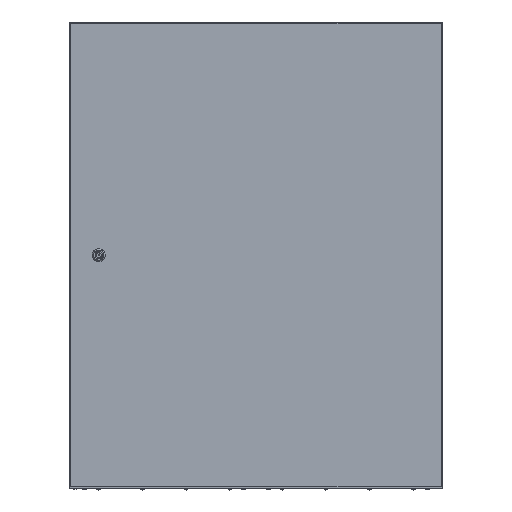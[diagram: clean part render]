
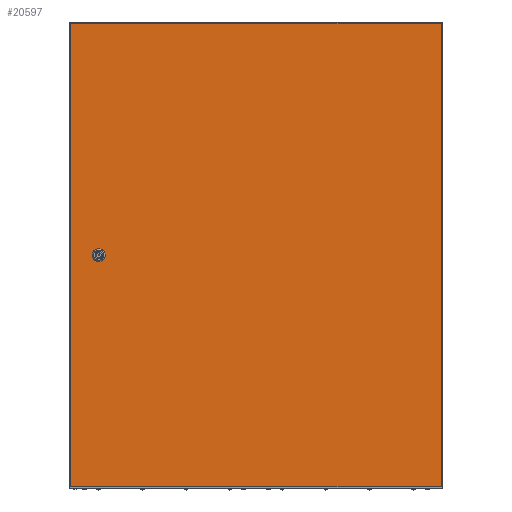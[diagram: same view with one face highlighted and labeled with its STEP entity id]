
A CAD part, top view. The second image highlights one B-rep face of the part: STEP entity #20597.
In plain terms, the highlighted planar face has unit normal (0, 0, 1).
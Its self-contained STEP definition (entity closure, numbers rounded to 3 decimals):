
#1354 = CARTESIAN_POINT ( 'NONE',  ( 57.814, 489.95, 17. ) ) ;
#1623 = AXIS2_PLACEMENT_3D ( 'NONE', #25559, #39224, #31707 ) ;
#1886 = CIRCLE ( 'NONE', #8995, 11.25 ) ;
#3224 = DIRECTION ( 'NONE',  ( 1., 0., 0. ) ) ;
#4486 = EDGE_CURVE ( 'NONE', #45299, #59959, #39124, .T. ) ;
#4906 = DIRECTION ( 'NONE',  ( 1., 0., 0. ) ) ;
#5841 = DIRECTION ( 'NONE',  ( 1., 0., 0. ) ) ;
#6515 = EDGE_CURVE ( 'NONE', #81729, #82923, #40187, .T. ) ;
#6661 = DIRECTION ( 'NONE',  ( 0., 0., 1. ) ) ;
#6978 = DIRECTION ( 'NONE',  ( 0., 1., 0. ) ) ;
#7349 = CIRCLE ( 'NONE', #1623, 11.25 ) ;
#8995 = AXIS2_PLACEMENT_3D ( 'NONE', #18087, #71023, #85113 ) ;
#9417 = EDGE_CURVE ( 'NONE', #84501, #48208, #66549, .T. ) ;
#11226 = CARTESIAN_POINT ( 'NONE',  ( 52.82, 505.056, 17. ) ) ;
#13740 = CARTESIAN_POINT ( 'NONE',  ( 62.87, 500., 17. ) ) ;
#14104 = ORIENTED_EDGE ( 'NONE', *, *, #62192, .F. ) ;
#16580 = DIRECTION ( 'NONE',  ( 0., 1., 0. ) ) ;
#16724 = VECTOR ( 'NONE', #47827, 1000. ) ;
#18015 = ORIENTED_EDGE ( 'NONE', *, *, #79837, .F. ) ;
#18087 = CARTESIAN_POINT ( 'NONE',  ( 62.87, 500., 17. ) ) ;
#18832 = DIRECTION ( 'NONE',  ( 0., -1., 0. ) ) ;
#20505 = EDGE_CURVE ( 'NONE', #69655, #81729, #30537, .T. ) ;
#20597 = ADVANCED_FACE ( 'NONE', ( #59191, #45104 ), #26135, .T. ) ;
#22645 = CARTESIAN_POINT ( 'NONE',  ( 62.87, 500., 17. ) ) ;
#23460 = VECTOR ( 'NONE', #30722, 1000. ) ;
#24407 = EDGE_LOOP ( 'NONE', ( #14104, #18015, #76062, #48419, #57615, #63715, #75127, #58720 ) ) ;
#25559 = CARTESIAN_POINT ( 'NONE',  ( 62.87, 500., 17. ) ) ;
#26135 = PLANE ( 'NONE',  #58109 ) ;
#26245 = CARTESIAN_POINT ( 'NONE',  ( 67.926, 489.95, 17. ) ) ;
#26346 = ORIENTED_EDGE ( 'NONE', *, *, #56602, .T. ) ;
#26804 = EDGE_CURVE ( 'NONE', #48208, #45299, #48267, .T. ) ;
#29757 = CARTESIAN_POINT ( 'NONE',  ( 72.92, 494.944, 17. ) ) ;
#30243 = CARTESIAN_POINT ( 'NONE',  ( 52.82, 494.944, 17. ) ) ;
#30350 = AXIS2_PLACEMENT_3D ( 'NONE', #22645, #43812, #3224 ) ;
#30537 = LINE ( 'NONE', #57911, #74979 ) ;
#30636 = LINE ( 'NONE', #29757, #52184 ) ;
#30722 = DIRECTION ( 'NONE',  ( 0., -1., 0. ) ) ;
#30970 = VERTEX_POINT ( 'NONE', #66197 ) ;
#31707 = DIRECTION ( 'NONE',  ( 1., 0., 0. ) ) ;
#33154 = CARTESIAN_POINT ( 'NONE',  ( 0., 0., 17. ) ) ;
#34477 = EDGE_CURVE ( 'NONE', #46926, #63963, #64217, .T. ) ;
#35235 = EDGE_CURVE ( 'NONE', #63963, #68155, #84970, .T. ) ;
#38039 = DIRECTION ( 'NONE',  ( 1., 0., 0. ) ) ;
#38775 = ORIENTED_EDGE ( 'NONE', *, *, #26804, .T. ) ;
#38829 = LINE ( 'NONE', #63235, #43631 ) ;
#39124 = LINE ( 'NONE', #58547, #68194 ) ;
#39224 = DIRECTION ( 'NONE',  ( 0., 0., 1. ) ) ;
#40187 = CIRCLE ( 'NONE', #42995, 11.25 ) ;
#40736 = EDGE_CURVE ( 'NONE', #54797, #46926, #67613, .T. ) ;
#42970 = CARTESIAN_POINT ( 'NONE',  ( 2.87, 997., 17. ) ) ;
#42995 = AXIS2_PLACEMENT_3D ( 'NONE', #13740, #6661, #4906 ) ;
#43631 = VECTOR ( 'NONE', #59100, 1000. ) ;
#43812 = DIRECTION ( 'NONE',  ( 0., 0., 1. ) ) ;
#45104 = FACE_OUTER_BOUND ( 'NONE', #77497, .T. ) ;
#45299 = VERTEX_POINT ( 'NONE', #65333 ) ;
#46094 = CARTESIAN_POINT ( 'NONE',  ( 72.92, 494.944, 17. ) ) ;
#46926 = VERTEX_POINT ( 'NONE', #84603 ) ;
#47019 = CARTESIAN_POINT ( 'NONE',  ( 2.87, 3., 17. ) ) ;
#47097 = CARTESIAN_POINT ( 'NONE',  ( 796.87, 997., 17. ) ) ;
#47827 = DIRECTION ( 'NONE',  ( -1., 0., 0. ) ) ;
#48208 = VERTEX_POINT ( 'NONE', #57216 ) ;
#48267 = LINE ( 'NONE', #42970, #16724 ) ;
#48419 = ORIENTED_EDGE ( 'NONE', *, *, #20505, .F. ) ;
#48703 = ORIENTED_EDGE ( 'NONE', *, *, #4486, .T. ) ;
#52184 = VECTOR ( 'NONE', #16580, 1000. ) ;
#54797 = VERTEX_POINT ( 'NONE', #74477 ) ;
#56602 = EDGE_CURVE ( 'NONE', #59959, #84501, #38829, .T. ) ;
#57216 = CARTESIAN_POINT ( 'NONE',  ( 796.87, 997., 17. ) ) ;
#57615 = ORIENTED_EDGE ( 'NONE', *, *, #66266, .F. ) ;
#57911 = CARTESIAN_POINT ( 'NONE',  ( 67.926, 489.95, 17. ) ) ;
#58109 = AXIS2_PLACEMENT_3D ( 'NONE', #33154, #85649, #5841 ) ;
#58547 = CARTESIAN_POINT ( 'NONE',  ( 2.87, 997., 17. ) ) ;
#58720 = ORIENTED_EDGE ( 'NONE', *, *, #40736, .F. ) ;
#59100 = DIRECTION ( 'NONE',  ( 1., 0., 0. ) ) ;
#59191 = FACE_BOUND ( 'NONE', #24407, .T. ) ;
#59959 = VERTEX_POINT ( 'NONE', #47019 ) ;
#60978 = DIRECTION ( 'NONE',  ( -1., 0., 0. ) ) ;
#61820 = CARTESIAN_POINT ( 'NONE',  ( 67.926, 510.05, 17. ) ) ;
#62192 = EDGE_CURVE ( 'NONE', #30970, #54797, #1886, .T. ) ;
#63235 = CARTESIAN_POINT ( 'NONE',  ( 2.87, 3., 17. ) ) ;
#63715 = ORIENTED_EDGE ( 'NONE', *, *, #35235, .F. ) ;
#63963 = VERTEX_POINT ( 'NONE', #11226 ) ;
#64217 = CIRCLE ( 'NONE', #30350, 11.25 ) ;
#64297 = CARTESIAN_POINT ( 'NONE',  ( 52.82, 494.944, 17. ) ) ;
#64732 = VECTOR ( 'NONE', #60978, 1000. ) ;
#64752 = VECTOR ( 'NONE', #6978, 1000. ) ;
#65333 = CARTESIAN_POINT ( 'NONE',  ( 2.87, 997., 17. ) ) ;
#65778 = CARTESIAN_POINT ( 'NONE',  ( 796.87, 3., 17. ) ) ;
#66197 = CARTESIAN_POINT ( 'NONE',  ( 72.92, 505.056, 17. ) ) ;
#66266 = EDGE_CURVE ( 'NONE', #68155, #69655, #7349, .T. ) ;
#66549 = LINE ( 'NONE', #47097, #64752 ) ;
#67613 = LINE ( 'NONE', #61820, #64732 ) ;
#68155 = VERTEX_POINT ( 'NONE', #30243 ) ;
#68194 = VECTOR ( 'NONE', #18832, 1000. ) ;
#69655 = VERTEX_POINT ( 'NONE', #1354 ) ;
#71023 = DIRECTION ( 'NONE',  ( 0., 0., 1. ) ) ;
#72576 = ORIENTED_EDGE ( 'NONE', *, *, #9417, .T. ) ;
#74477 = CARTESIAN_POINT ( 'NONE',  ( 67.926, 510.05, 17. ) ) ;
#74979 = VECTOR ( 'NONE', #38039, 1000. ) ;
#75127 = ORIENTED_EDGE ( 'NONE', *, *, #34477, .F. ) ;
#76062 = ORIENTED_EDGE ( 'NONE', *, *, #6515, .F. ) ;
#77497 = EDGE_LOOP ( 'NONE', ( #48703, #26346, #72576, #38775 ) ) ;
#79837 = EDGE_CURVE ( 'NONE', #82923, #30970, #30636, .T. ) ;
#81729 = VERTEX_POINT ( 'NONE', #26245 ) ;
#82923 = VERTEX_POINT ( 'NONE', #46094 ) ;
#84501 = VERTEX_POINT ( 'NONE', #65778 ) ;
#84603 = CARTESIAN_POINT ( 'NONE',  ( 57.814, 510.05, 17. ) ) ;
#84970 = LINE ( 'NONE', #64297, #23460 ) ;
#85113 = DIRECTION ( 'NONE',  ( 1., 0., 0. ) ) ;
#85649 = DIRECTION ( 'NONE',  ( 0., 0., 1. ) ) ;
